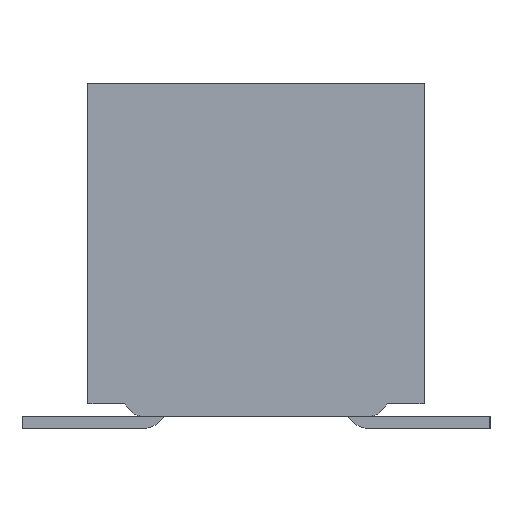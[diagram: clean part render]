
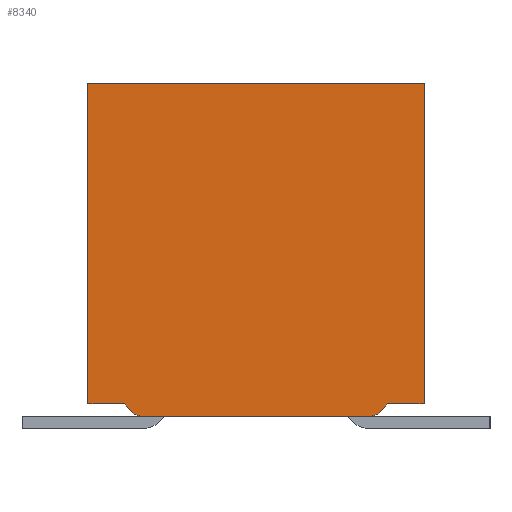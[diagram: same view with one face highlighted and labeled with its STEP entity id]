
A CAD part, left-side view. The second image highlights one B-rep face of the part: STEP entity #8340.
In plain terms, the highlighted planar face has unit normal (-1, 0, 0).
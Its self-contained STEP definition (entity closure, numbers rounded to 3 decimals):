
#134=DIRECTION('',(0.,-1.,0.));
#135=VECTOR('',#134,2.73);
#136=CARTESIAN_POINT('',(-12.8,1.365,0.));
#137=LINE('',#136,#135);
#950=DIRECTION('',(0.,0.,-1.));
#951=VECTOR('',#950,2.6);
#952=CARTESIAN_POINT('',(-12.8,-1.365,0.));
#953=LINE('',#952,#951);
#954=DIRECTION('',(0.,-1.,0.));
#955=VECTOR('',#954,0.3);
#956=CARTESIAN_POINT('',(-12.8,-1.065,-2.6));
#957=LINE('',#956,#955);
#958=DIRECTION('',(0.,-0.639,0.769));
#959=VECTOR('',#958,0.083);
#960=CARTESIAN_POINT('',(-12.8,-1.012,-2.664));
#961=LINE('',#960,#959);
#962=CARTESIAN_POINT('',(-12.8,-0.935,-2.6));
#963=DIRECTION('',(-1.,0.,0.));
#964=DIRECTION('',(0.,0.,-1.));
#965=AXIS2_PLACEMENT_3D('',#962,#963,#964);
#967=DIRECTION('',(0.,1.,0.));
#968=VECTOR('',#967,1.87);
#969=CARTESIAN_POINT('',(-12.8,-0.935,-2.7));
#970=LINE('',#969,#968);
#971=CARTESIAN_POINT('',(-12.8,0.935,-2.6));
#972=DIRECTION('',(1.,0.,0.));
#973=DIRECTION('',(0.,0.,-1.));
#974=AXIS2_PLACEMENT_3D('',#971,#972,#973);
#976=DIRECTION('',(0.,0.639,0.769));
#977=VECTOR('',#976,0.083);
#978=CARTESIAN_POINT('',(-12.8,1.012,-2.664));
#979=LINE('',#978,#977);
#980=DIRECTION('',(0.,1.,0.));
#981=VECTOR('',#980,0.3);
#982=CARTESIAN_POINT('',(-12.8,1.065,-2.6));
#983=LINE('',#982,#981);
#984=DIRECTION('',(0.,0.,1.));
#985=VECTOR('',#984,2.6);
#986=CARTESIAN_POINT('',(-12.8,1.365,-2.6));
#987=LINE('',#986,#985);
#5958=CARTESIAN_POINT('',(-12.8,1.365,0.));
#5959=CARTESIAN_POINT('',(-12.8,-1.365,0.));
#5960=VERTEX_POINT('',#5958);
#5961=VERTEX_POINT('',#5959);
#5974=CARTESIAN_POINT('',(-12.8,-1.065,-2.6));
#5975=CARTESIAN_POINT('',(-12.8,-1.365,-2.6));
#5976=VERTEX_POINT('',#5974);
#5977=VERTEX_POINT('',#5975);
#5978=CARTESIAN_POINT('',(-12.8,-1.012,-2.664));
#5979=VERTEX_POINT('',#5978);
#5980=CARTESIAN_POINT('',(-12.8,-0.935,-2.7));
#5981=VERTEX_POINT('',#5980);
#5988=CARTESIAN_POINT('',(-12.8,1.012,-2.664));
#5989=CARTESIAN_POINT('',(-12.8,1.065,-2.6));
#5990=VERTEX_POINT('',#5988);
#5991=VERTEX_POINT('',#5989);
#5992=CARTESIAN_POINT('',(-12.8,1.365,-2.6));
#5993=VERTEX_POINT('',#5992);
#5996=CARTESIAN_POINT('',(-12.8,0.935,-2.7));
#5997=VERTEX_POINT('',#5996);
#8314=CARTESIAN_POINT('',(-12.8,1.365,0.));
#8315=DIRECTION('',(-1.,0.,0.));
#8316=DIRECTION('',(0.,-1.,0.));
#8317=AXIS2_PLACEMENT_3D('',#8314,#8315,#8316);
#8318=PLANE('',#8317);
#8320=ORIENTED_EDGE('',*,*,#8319,.T.);
#8322=ORIENTED_EDGE('',*,*,#8321,.F.);
#8324=ORIENTED_EDGE('',*,*,#8323,.F.);
#8326=ORIENTED_EDGE('',*,*,#8325,.F.);
#8328=ORIENTED_EDGE('',*,*,#8327,.T.);
#8330=ORIENTED_EDGE('',*,*,#8329,.T.);
#8332=ORIENTED_EDGE('',*,*,#8331,.T.);
#8334=ORIENTED_EDGE('',*,*,#8333,.T.);
#8336=ORIENTED_EDGE('',*,*,#8335,.T.);
#8337=ORIENTED_EDGE('',*,*,#7803,.T.);
#8338=EDGE_LOOP('',(#8320,#8322,#8324,#8326,#8328,#8330,#8332,#8334,#8336,
#8337));
#8339=FACE_OUTER_BOUND('',#8338,.F.);
#966=CIRCLE('',#965,0.1);
#975=CIRCLE('',#974,0.1);
#7803=EDGE_CURVE('',#5960,#5961,#137,.T.);
#8319=EDGE_CURVE('',#5961,#5977,#953,.T.);
#8321=EDGE_CURVE('',#5976,#5977,#957,.T.);
#8323=EDGE_CURVE('',#5979,#5976,#961,.T.);
#8325=EDGE_CURVE('',#5981,#5979,#966,.T.);
#8327=EDGE_CURVE('',#5981,#5997,#970,.T.);
#8329=EDGE_CURVE('',#5997,#5990,#975,.T.);
#8331=EDGE_CURVE('',#5990,#5991,#979,.T.);
#8333=EDGE_CURVE('',#5991,#5993,#983,.T.);
#8335=EDGE_CURVE('',#5993,#5960,#987,.T.);
#8340=ADVANCED_FACE('',(#8339),#8318,.T.);
